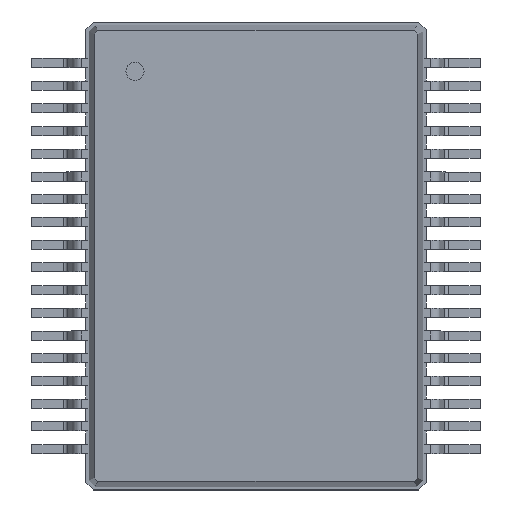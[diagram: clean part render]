
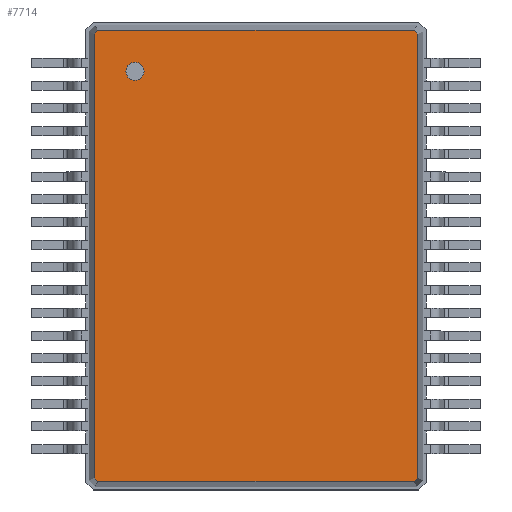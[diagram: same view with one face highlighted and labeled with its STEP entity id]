
A CAD part, top view. The second image highlights one B-rep face of the part: STEP entity #7714.
In plain terms, the highlighted planar face has unit normal (0, 0, 1).
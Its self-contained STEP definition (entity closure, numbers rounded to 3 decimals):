
#13=DIRECTION('',(0.,0.,1.));
#27=VECTOR('',#28,1.);
#28=DIRECTION('',(1.,0.,0.));
#51=VECTOR('',#52,1.);
#52=DIRECTION('',(0.707,-0.707,0.));
#58=VECTOR('',#59,1.);
#59=DIRECTION('',(0.,-1.,0.));
#65=VECTOR('',#66,1.);
#66=DIRECTION('',(-0.707,-0.707,0.));
#72=VECTOR('',#73,1.);
#73=DIRECTION('',(-1.,0.,0.));
#79=VECTOR('',#80,1.);
#80=DIRECTION('',(-0.707,0.707,0.));
#86=VECTOR('',#87,1.);
#87=DIRECTION('',(0.,1.,0.));
#91=VECTOR('',#92,1.);
#92=DIRECTION('',(0.707,0.707,0.));
#2221=VERTEX_POINT('',#2222);
#2222=CARTESIAN_POINT('',(-3.564,4.882,1.6));
#2224=ORIENTED_EDGE('',*,*,#2225,.F.);
#2225=EDGE_CURVE('',#2226,#2221,#2228,.T.);
#2226=VERTEX_POINT('',#2227);
#2227=CARTESIAN_POINT('',(-3.564,-4.882,1.6));
#2228=LINE('',#2227,#86);
#2239=VERTEX_POINT('',#2240);
#2240=CARTESIAN_POINT('',(-3.482,4.964,1.6));
#2242=ORIENTED_EDGE('',*,*,#2243,.F.);
#2243=EDGE_CURVE('',#2221,#2239,#2244,.T.);
#2244=LINE('',#2222,#91);
#2253=VERTEX_POINT('',#2254);
#2254=CARTESIAN_POINT('',(3.482,4.964,1.6));
#2256=ORIENTED_EDGE('',*,*,#2257,.F.);
#2257=EDGE_CURVE('',#2239,#2253,#2258,.T.);
#2258=LINE('',#2240,#27);
#2267=VERTEX_POINT('',#2268);
#2268=CARTESIAN_POINT('',(3.564,4.882,1.6));
#2270=ORIENTED_EDGE('',*,*,#2271,.F.);
#2271=EDGE_CURVE('',#2253,#2267,#2272,.T.);
#2272=LINE('',#2254,#51);
#2425=VERTEX_POINT('',#2426);
#2426=CARTESIAN_POINT('',(3.564,-4.882,1.6));
#2428=ORIENTED_EDGE('',*,*,#2429,.F.);
#2429=EDGE_CURVE('',#2267,#2425,#2430,.T.);
#2430=LINE('',#2268,#58);
#7714=ADVANCED_FACE('',(#7715,#7730),#7740,.T.);
#7715=FACE_BOUND('',#7716,.T.);
#7716=EDGE_LOOP('',(#2256,#2242,#2224,#7717,#7722,#7727,#2428,#2270));
#7717=ORIENTED_EDGE('',*,*,#7718,.F.);
#7718=EDGE_CURVE('',#7719,#2226,#7721,.T.);
#7719=VERTEX_POINT('',#7720);
#7720=CARTESIAN_POINT('',(-3.482,-4.964,1.6));
#7721=LINE('',#7720,#79);
#7722=ORIENTED_EDGE('',*,*,#7723,.F.);
#7723=EDGE_CURVE('',#7724,#7719,#7726,.T.);
#7724=VERTEX_POINT('',#7725);
#7725=CARTESIAN_POINT('',(3.482,-4.964,1.6));
#7726=LINE('',#7725,#72);
#7727=ORIENTED_EDGE('',*,*,#7728,.F.);
#7728=EDGE_CURVE('',#2425,#7724,#7729,.T.);
#7729=LINE('',#2426,#65);
#7730=FACE_BOUND('',#7731,.T.);
#7731=EDGE_LOOP('',(#7732));
#7732=ORIENTED_EDGE('',*,*,#7733,.T.);
#7733=EDGE_CURVE('',#7734,#7734,#7736,.T.);
#7734=VERTEX_POINT('',#7735);
#7735=CARTESIAN_POINT('',(-2.664,3.864,1.6));
#7736=CIRCLE('',#7737,0.2);
#7737=AXIS2_PLACEMENT_3D('',#7738,#7739,#59);
#7738=CARTESIAN_POINT('',(-2.664,4.064,1.6));
#7739=DIRECTION('',(0.,-0.,-1.));
#7740=PLANE('',#7741);
#7741=AXIS2_PLACEMENT_3D('',#2240,#13,#7742);
#7742=DIRECTION('',(0.574,-0.819,0.));
